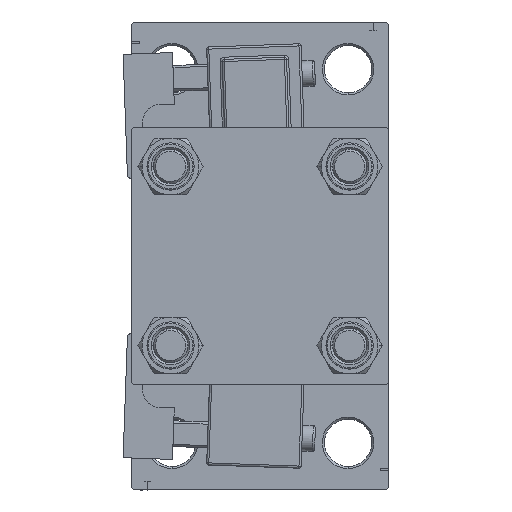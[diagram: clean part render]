
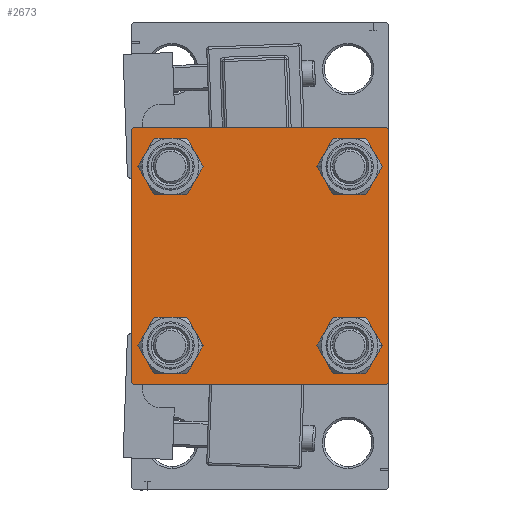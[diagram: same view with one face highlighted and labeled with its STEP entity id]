
A CAD part, left-side view. The second image highlights one B-rep face of the part: STEP entity #2673.
In plain terms, the highlighted planar face has unit normal (-1, 0, 0).
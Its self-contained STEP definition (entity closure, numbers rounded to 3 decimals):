
#27 = EDGE_LOOP ( 'NONE', ( #10443, #48171 ) ) ;
#192 = VERTEX_POINT ( 'NONE', #23404 ) ;
#1158 = CARTESIAN_POINT ( 'NONE',  ( 0., 29.75, -29.75 ) ) ;
#1884 = CARTESIAN_POINT ( 'NONE',  ( 0., -20.85, 20.85 ) ) ;
#1901 = EDGE_CURVE ( 'NONE', #11885, #47351, #22268, .T. ) ;
#2464 = VERTEX_POINT ( 'NONE', #12574 ) ;
#2527 = VERTEX_POINT ( 'NONE', #2661 ) ;
#2661 = CARTESIAN_POINT ( 'NONE',  ( 0., 20.85, 16.35 ) ) ;
#2673 = ADVANCED_FACE ( 'NONE', ( #7657, #52071, #43328, #47832, #23906 ), #3425, .T. ) ;
#2684 = DIRECTION ( 'NONE',  ( 0., 0., 1. ) ) ;
#3110 = CARTESIAN_POINT ( 'NONE',  ( 0., 30., -30. ) ) ;
#3192 = LINE ( 'NONE', #22629, #7465 ) ;
#3222 = DIRECTION ( 'NONE',  ( 0., 0., 1. ) ) ;
#3425 = PLANE ( 'NONE',  #39868 ) ;
#3513 = CIRCLE ( 'NONE', #34053, 4.5 ) ;
#3702 = DIRECTION ( 'NONE',  ( 1., 0., 0. ) ) ;
#3937 = DIRECTION ( 'NONE',  ( -1., 0., 0. ) ) ;
#4432 = AXIS2_PLACEMENT_3D ( 'NONE', #1884, #17826, #25795 ) ;
#4707 = CARTESIAN_POINT ( 'NONE',  ( 0., 29.5, 30. ) ) ;
#5183 = VERTEX_POINT ( 'NONE', #49295 ) ;
#5925 = EDGE_CURVE ( 'NONE', #27545, #2527, #3513, .T. ) ;
#6327 = VECTOR ( 'NONE', #24067, 1000. ) ;
#6585 = CIRCLE ( 'NONE', #26129, 4.5 ) ;
#6647 = ORIENTED_EDGE ( 'NONE', *, *, #30548, .F. ) ;
#6835 = DIRECTION ( 'NONE',  ( 0., 0., 1. ) ) ;
#6848 = VERTEX_POINT ( 'NONE', #19998 ) ;
#7169 = CARTESIAN_POINT ( 'NONE',  ( 0., 20.85, -20.85 ) ) ;
#7184 = LINE ( 'NONE', #36411, #16517 ) ;
#7227 = EDGE_LOOP ( 'NONE', ( #52483, #25852 ) ) ;
#7306 = CARTESIAN_POINT ( 'NONE',  ( 0., 29.75, 29.75 ) ) ;
#7465 = VECTOR ( 'NONE', #10383, 1000. ) ;
#7657 = FACE_BOUND ( 'NONE', #7227, .T. ) ;
#7932 = AXIS2_PLACEMENT_3D ( 'NONE', #23523, #10497, #22740 ) ;
#8804 = AXIS2_PLACEMENT_3D ( 'NONE', #11608, #46991, #6835 ) ;
#9965 = LINE ( 'NONE', #50372, #29298 ) ;
#10383 = DIRECTION ( 'NONE',  ( 0., -0.707, 0.707 ) ) ;
#10443 = ORIENTED_EDGE ( 'NONE', *, *, #35863, .T. ) ;
#10497 = DIRECTION ( 'NONE',  ( 1., 0., 0. ) ) ;
#10507 = EDGE_CURVE ( 'NONE', #30906, #37991, #32808, .T. ) ;
#11079 = CARTESIAN_POINT ( 'NONE',  ( 0., 20.85, 20.85 ) ) ;
#11474 = DIRECTION ( 'NONE',  ( 1., 0., 0. ) ) ;
#11608 = CARTESIAN_POINT ( 'NONE',  ( 0., -20.85, -20.85 ) ) ;
#11885 = VERTEX_POINT ( 'NONE', #19190 ) ;
#12005 = AXIS2_PLACEMENT_3D ( 'NONE', #12249, #11474, #15973 ) ;
#12249 = CARTESIAN_POINT ( 'NONE',  ( 0., -20.85, -20.85 ) ) ;
#12574 = CARTESIAN_POINT ( 'NONE',  ( 0., 20.85, -25.35 ) ) ;
#12845 = ORIENTED_EDGE ( 'NONE', *, *, #25284, .F. ) ;
#12963 = VERTEX_POINT ( 'NONE', #52112 ) ;
#13092 = ORIENTED_EDGE ( 'NONE', *, *, #37082, .T. ) ;
#13489 = CARTESIAN_POINT ( 'NONE',  ( 0., -29.75, 29.75 ) ) ;
#13752 = EDGE_CURVE ( 'NONE', #192, #20443, #6585, .T. ) ;
#14162 = ORIENTED_EDGE ( 'NONE', *, *, #32885, .T. ) ;
#14219 = EDGE_LOOP ( 'NONE', ( #35475, #44246 ) ) ;
#14263 = CARTESIAN_POINT ( 'NONE',  ( 0., -20.85, -16.35 ) ) ;
#15478 = ORIENTED_EDGE ( 'NONE', *, *, #52285, .T. ) ;
#15973 = DIRECTION ( 'NONE',  ( 0., 0., 1. ) ) ;
#16517 = VECTOR ( 'NONE', #20466, 1000. ) ;
#17826 = DIRECTION ( 'NONE',  ( 1., 0., 0. ) ) ;
#18126 = AXIS2_PLACEMENT_3D ( 'NONE', #30538, #46746, #42768 ) ;
#18240 = CARTESIAN_POINT ( 'NONE',  ( 0., 20.85, 25.35 ) ) ;
#18820 = VECTOR ( 'NONE', #31492, 1000. ) ;
#19190 = CARTESIAN_POINT ( 'NONE',  ( 0., -30., 29.5 ) ) ;
#19998 = CARTESIAN_POINT ( 'NONE',  ( 0., -29.5, -30. ) ) ;
#20158 = EDGE_LOOP ( 'NONE', ( #48027, #13092 ) ) ;
#20443 = VERTEX_POINT ( 'NONE', #31932 ) ;
#20466 = DIRECTION ( 'NONE',  ( 0., -1., 0. ) ) ;
#21508 = EDGE_CURVE ( 'NONE', #39452, #37952, #45106, .T. ) ;
#21628 = LINE ( 'NONE', #1158, #49572 ) ;
#22213 = DIRECTION ( 'NONE',  ( 0., 0., -1. ) ) ;
#22268 = LINE ( 'NONE', #13489, #44203 ) ;
#22629 = CARTESIAN_POINT ( 'NONE',  ( 0., -29.75, -29.75 ) ) ;
#22740 = DIRECTION ( 'NONE',  ( 0., 0., 1. ) ) ;
#23314 = DIRECTION ( 'NONE',  ( 1., 0., 0. ) ) ;
#23404 = CARTESIAN_POINT ( 'NONE',  ( 0., -20.85, 16.35 ) ) ;
#23487 = ORIENTED_EDGE ( 'NONE', *, *, #1901, .T. ) ;
#23523 = CARTESIAN_POINT ( 'NONE',  ( 0., 20.85, 20.85 ) ) ;
#23906 = FACE_OUTER_BOUND ( 'NONE', #38694, .T. ) ;
#23928 = CARTESIAN_POINT ( 'NONE',  ( 0., -30., -29.5 ) ) ;
#24067 = DIRECTION ( 'NONE',  ( 0., 0.707, -0.707 ) ) ;
#24623 = CARTESIAN_POINT ( 'NONE',  ( 0., -29.5, 30. ) ) ;
#25284 = EDGE_CURVE ( 'NONE', #11885, #52354, #50888, .T. ) ;
#25661 = CIRCLE ( 'NONE', #4432, 4.5 ) ;
#25795 = DIRECTION ( 'NONE',  ( 0., 0., 1. ) ) ;
#25852 = ORIENTED_EDGE ( 'NONE', *, *, #13752, .T. ) ;
#26089 = VERTEX_POINT ( 'NONE', #48611 ) ;
#26129 = AXIS2_PLACEMENT_3D ( 'NONE', #26634, #39384, #3222 ) ;
#26634 = CARTESIAN_POINT ( 'NONE',  ( 0., -20.85, 20.85 ) ) ;
#26810 = EDGE_CURVE ( 'NONE', #20443, #192, #25661, .T. ) ;
#27545 = VERTEX_POINT ( 'NONE', #18240 ) ;
#29298 = VECTOR ( 'NONE', #22213, 1000. ) ;
#29607 = EDGE_CURVE ( 'NONE', #2464, #12963, #47863, .T. ) ;
#29706 = DIRECTION ( 'NONE',  ( 0., 0.707, 0.707 ) ) ;
#29866 = DIRECTION ( 'NONE',  ( 0., -0.707, -0.707 ) ) ;
#30538 = CARTESIAN_POINT ( 'NONE',  ( 0., 20.85, -20.85 ) ) ;
#30548 = EDGE_CURVE ( 'NONE', #30906, #47351, #7184, .T. ) ;
#30906 = VERTEX_POINT ( 'NONE', #4707 ) ;
#30923 = CARTESIAN_POINT ( 'NONE',  ( 0., 30., 29.5 ) ) ;
#31492 = DIRECTION ( 'NONE',  ( 0., 0., -1. ) ) ;
#31932 = CARTESIAN_POINT ( 'NONE',  ( 0., -20.85, 25.35 ) ) ;
#32808 = LINE ( 'NONE', #7306, #6327 ) ;
#32885 = EDGE_CURVE ( 'NONE', #37991, #26089, #9965, .T. ) ;
#33436 = AXIS2_PLACEMENT_3D ( 'NONE', #7169, #3702, #2684 ) ;
#33554 = VECTOR ( 'NONE', #43259, 1000. ) ;
#34053 = AXIS2_PLACEMENT_3D ( 'NONE', #11079, #23314, #39514 ) ;
#35475 = ORIENTED_EDGE ( 'NONE', *, *, #21508, .T. ) ;
#35728 = CARTESIAN_POINT ( 'NONE',  ( 0., -30., 30. ) ) ;
#35863 = EDGE_CURVE ( 'NONE', #12963, #2464, #47843, .T. ) ;
#35956 = CIRCLE ( 'NONE', #8804, 4.5 ) ;
#36053 = LINE ( 'NONE', #3110, #33554 ) ;
#36120 = DIRECTION ( 'NONE',  ( 0., 0., 1. ) ) ;
#36411 = CARTESIAN_POINT ( 'NONE',  ( 0., 30., 30. ) ) ;
#36794 = EDGE_CURVE ( 'NONE', #37952, #39452, #35956, .T. ) ;
#37082 = EDGE_CURVE ( 'NONE', #2527, #27545, #42762, .T. ) ;
#37866 = EDGE_CURVE ( 'NONE', #26089, #5183, #21628, .T. ) ;
#37952 = VERTEX_POINT ( 'NONE', #43665 ) ;
#37991 = VERTEX_POINT ( 'NONE', #30923 ) ;
#38694 = EDGE_LOOP ( 'NONE', ( #14162, #47626, #50390, #15478, #12845, #23487, #6647, #43183 ) ) ;
#39384 = DIRECTION ( 'NONE',  ( 1., 0., 0. ) ) ;
#39452 = VERTEX_POINT ( 'NONE', #14263 ) ;
#39514 = DIRECTION ( 'NONE',  ( 0., 0., 1. ) ) ;
#39868 = AXIS2_PLACEMENT_3D ( 'NONE', #44099, #3937, #36120 ) ;
#42762 = CIRCLE ( 'NONE', #7932, 4.5 ) ;
#42768 = DIRECTION ( 'NONE',  ( 0., 0., 1. ) ) ;
#43183 = ORIENTED_EDGE ( 'NONE', *, *, #10507, .T. ) ;
#43259 = DIRECTION ( 'NONE',  ( 0., -1., 0. ) ) ;
#43328 = FACE_BOUND ( 'NONE', #27, .T. ) ;
#43665 = CARTESIAN_POINT ( 'NONE',  ( 0., -20.85, -25.35 ) ) ;
#43824 = EDGE_CURVE ( 'NONE', #5183, #6848, #36053, .T. ) ;
#44099 = CARTESIAN_POINT ( 'NONE',  ( 0., 0., 0. ) ) ;
#44203 = VECTOR ( 'NONE', #29706, 1000. ) ;
#44246 = ORIENTED_EDGE ( 'NONE', *, *, #36794, .T. ) ;
#45106 = CIRCLE ( 'NONE', #12005, 4.5 ) ;
#46746 = DIRECTION ( 'NONE',  ( 1., 0., 0. ) ) ;
#46991 = DIRECTION ( 'NONE',  ( 1., 0., 0. ) ) ;
#47351 = VERTEX_POINT ( 'NONE', #24623 ) ;
#47626 = ORIENTED_EDGE ( 'NONE', *, *, #37866, .T. ) ;
#47832 = FACE_BOUND ( 'NONE', #20158, .T. ) ;
#47843 = CIRCLE ( 'NONE', #18126, 4.5 ) ;
#47863 = CIRCLE ( 'NONE', #33436, 4.5 ) ;
#48027 = ORIENTED_EDGE ( 'NONE', *, *, #5925, .T. ) ;
#48171 = ORIENTED_EDGE ( 'NONE', *, *, #29607, .T. ) ;
#48611 = CARTESIAN_POINT ( 'NONE',  ( 0., 30., -29.5 ) ) ;
#49295 = CARTESIAN_POINT ( 'NONE',  ( 0., 29.5, -30. ) ) ;
#49572 = VECTOR ( 'NONE', #29866, 1000. ) ;
#50372 = CARTESIAN_POINT ( 'NONE',  ( 0., 30., 30. ) ) ;
#50390 = ORIENTED_EDGE ( 'NONE', *, *, #43824, .T. ) ;
#50888 = LINE ( 'NONE', #35728, #18820 ) ;
#52071 = FACE_BOUND ( 'NONE', #14219, .T. ) ;
#52112 = CARTESIAN_POINT ( 'NONE',  ( 0., 20.85, -16.35 ) ) ;
#52285 = EDGE_CURVE ( 'NONE', #6848, #52354, #3192, .T. ) ;
#52354 = VERTEX_POINT ( 'NONE', #23928 ) ;
#52483 = ORIENTED_EDGE ( 'NONE', *, *, #26810, .T. ) ;
